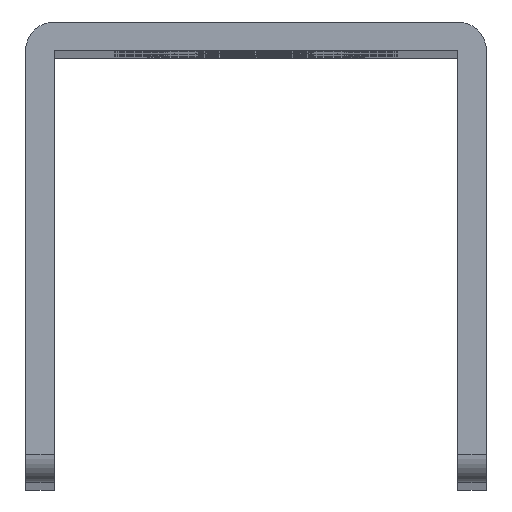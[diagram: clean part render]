
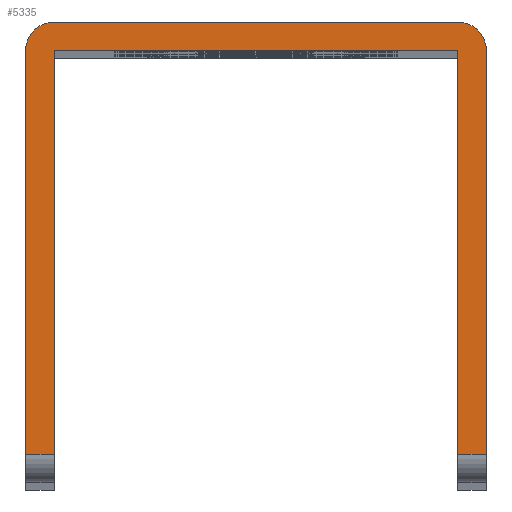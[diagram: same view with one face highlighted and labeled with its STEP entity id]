
A CAD part, top view. The second image highlights one B-rep face of the part: STEP entity #5335.
In plain terms, the highlighted planar face has unit normal (0, 0, 1).
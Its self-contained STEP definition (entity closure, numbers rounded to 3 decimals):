
#462=PLANE('',#6032);
#691=FACE_OUTER_BOUND('',#1364,.T.);
#1364=EDGE_LOOP('',(#4848,#4849,#4850,#4851,#4852,#4853,#4854,#4855,#4856,
#4857));
#1593=LINE('',#8988,#1842);
#1598=LINE('',#9004,#1847);
#1600=LINE('',#9008,#1849);
#1605=LINE('',#9020,#1854);
#1610=LINE('',#9036,#1859);
#1614=LINE('',#9045,#1863);
#1618=LINE('',#9053,#1867);
#1619=LINE('',#9054,#1868);
#1842=VECTOR('',#7583,1000.);
#1847=VECTOR('',#7598,1000.);
#1849=VECTOR('',#7602,1000.);
#1854=VECTOR('',#7611,1000.);
#1859=VECTOR('',#7626,1000.);
#1863=VECTOR('',#7632,1000.);
#1867=VECTOR('',#7644,1000.);
#1868=VECTOR('',#7645,1000.);
#2317=CIRCLE('',#6033,2.);
#2318=CIRCLE('',#6034,2.);
#2761=VERTEX_POINT('',#8985);
#2762=VERTEX_POINT('',#8987);
#2767=VERTEX_POINT('',#9001);
#2768=VERTEX_POINT('',#9003);
#2769=VERTEX_POINT('',#9007);
#2774=VERTEX_POINT('',#9019);
#2779=VERTEX_POINT('',#9033);
#2780=VERTEX_POINT('',#9035);
#2783=VERTEX_POINT('',#9042);
#2784=VERTEX_POINT('',#9044);
#3446=EDGE_CURVE('',#2762,#2761,#1593,.T.);
#3454=EDGE_CURVE('',#2768,#2767,#1598,.T.);
#3456=EDGE_CURVE('',#2769,#2768,#1600,.T.);
#3462=EDGE_CURVE('',#2774,#2769,#1605,.T.);
#3470=EDGE_CURVE('',#2780,#2779,#1610,.T.);
#3474=EDGE_CURVE('',#2784,#2783,#1614,.T.);
#3480=EDGE_CURVE('',#2779,#2774,#1618,.T.);
#3481=EDGE_CURVE('',#2767,#2762,#1619,.T.);
#3482=EDGE_CURVE('',#2761,#2784,#2317,.T.);
#3483=EDGE_CURVE('',#2783,#2780,#2318,.T.);
#4848=ORIENTED_EDGE('',*,*,#3470,.T.);
#4849=ORIENTED_EDGE('',*,*,#3480,.T.);
#4850=ORIENTED_EDGE('',*,*,#3462,.T.);
#4851=ORIENTED_EDGE('',*,*,#3456,.T.);
#4852=ORIENTED_EDGE('',*,*,#3454,.T.);
#4853=ORIENTED_EDGE('',*,*,#3481,.T.);
#4854=ORIENTED_EDGE('',*,*,#3446,.T.);
#4855=ORIENTED_EDGE('',*,*,#3482,.T.);
#4856=ORIENTED_EDGE('',*,*,#3474,.T.);
#4857=ORIENTED_EDGE('',*,*,#3483,.T.);
#5335=ADVANCED_FACE('',(#691),#462,.T.);
#6032=AXIS2_PLACEMENT_3D('',#9052,#7642,#7643);
#6033=AXIS2_PLACEMENT_3D('',#9055,#7646,#7647);
#6034=AXIS2_PLACEMENT_3D('',#9056,#7648,#7649);
#7583=DIRECTION('',(0.,1.,0.));
#7598=DIRECTION('',(0.,-1.,0.));
#7602=DIRECTION('',(1.,0.,0.));
#7611=DIRECTION('',(0.,1.,0.));
#7626=DIRECTION('',(0.,-1.,0.));
#7632=DIRECTION('',(-1.,0.,0.));
#7642=DIRECTION('center_axis',(0.,0.,1.));
#7643=DIRECTION('ref_axis',(1.,0.,0.));
#7644=DIRECTION('',(1.,0.,0.));
#7645=DIRECTION('',(1.,0.,0.));
#7646=DIRECTION('center_axis',(0.,0.,1.));
#7647=DIRECTION('ref_axis',(1.,0.,0.));
#7648=DIRECTION('center_axis',(0.,0.,1.));
#7649=DIRECTION('ref_axis',(1.,0.,0.));
#8985=CARTESIAN_POINT('',(16.,14.,0.));
#8987=CARTESIAN_POINT('',(16.,-14.,0.));
#8988=CARTESIAN_POINT('',(16.,16.,0.));
#9001=CARTESIAN_POINT('',(14.,-14.,0.));
#9003=CARTESIAN_POINT('',(14.,14.,0.));
#9004=CARTESIAN_POINT('',(14.,14.,0.));
#9007=CARTESIAN_POINT('',(-14.,14.,0.));
#9008=CARTESIAN_POINT('',(-14.,14.,0.));
#9019=CARTESIAN_POINT('',(-14.,-14.,0.));
#9020=CARTESIAN_POINT('',(-14.,14.,0.));
#9033=CARTESIAN_POINT('',(-16.,-14.,0.));
#9035=CARTESIAN_POINT('',(-16.,14.,0.));
#9036=CARTESIAN_POINT('',(-16.,16.,0.));
#9042=CARTESIAN_POINT('',(-14.,16.,0.));
#9044=CARTESIAN_POINT('',(14.,16.,0.));
#9045=CARTESIAN_POINT('',(-16.,16.,0.));
#9052=CARTESIAN_POINT('Origin',(0.,0.,0.));
#9053=CARTESIAN_POINT('',(0.,-14.,0.));
#9054=CARTESIAN_POINT('',(0.,-14.,0.));
#9055=CARTESIAN_POINT('Origin',(14.,14.,0.));
#9056=CARTESIAN_POINT('Origin',(-14.,14.,0.));
